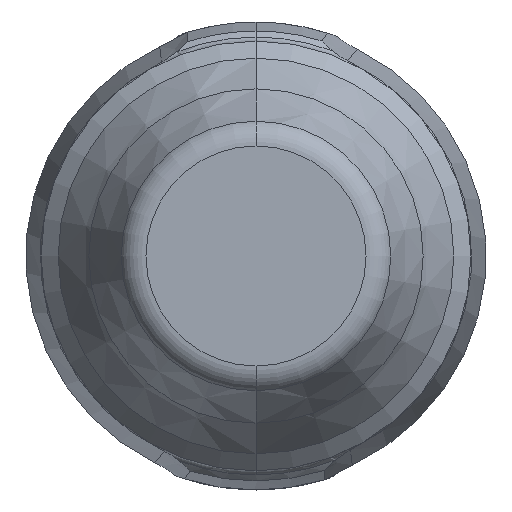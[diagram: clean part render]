
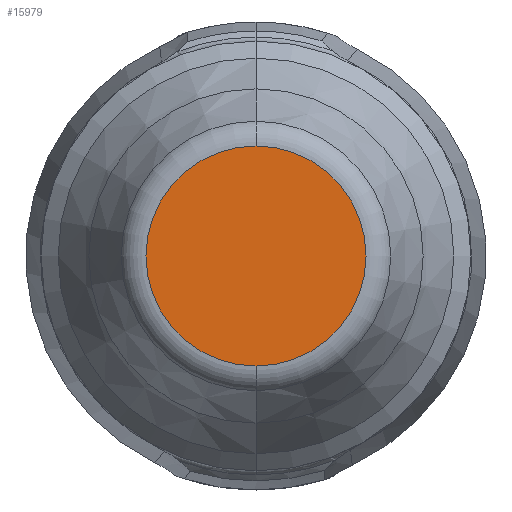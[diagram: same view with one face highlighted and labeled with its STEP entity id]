
A CAD part, front view. The second image highlights one B-rep face of the part: STEP entity #15979.
In plain terms, the highlighted planar face has unit normal (0, -1, 0).
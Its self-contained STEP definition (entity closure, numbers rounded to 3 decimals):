
#954 = DIRECTION ( 'NONE',  ( 0., 0., -1. ) ) ;
#1016 = AXIS2_PLACEMENT_3D ( 'NONE', #1510, #3935, #14273 ) ;
#1510 = CARTESIAN_POINT ( 'NONE',  ( 2.476, -16.3, 13.718 ) ) ;
#1847 = CARTESIAN_POINT ( 'NONE',  ( 2.476, -16.3, 16.942 ) ) ;
#2463 = EDGE_LOOP ( 'NONE', ( #12663, #8733 ) ) ;
#2748 = EDGE_CURVE ( 'NONE', #12410, #15958, #7611, .T. ) ;
#3463 = AXIS2_PLACEMENT_3D ( 'NONE', #7319, #8605, #954 ) ;
#3935 = DIRECTION ( 'NONE',  ( 0., -1., 0. ) ) ;
#4604 = CARTESIAN_POINT ( 'NONE',  ( 2.476, -16.3, 13.718 ) ) ;
#5731 = PLANE ( 'NONE',  #3463 ) ;
#5862 = DIRECTION ( 'NONE',  ( 0., -1., 0. ) ) ;
#7319 = CARTESIAN_POINT ( 'NONE',  ( -1.259, -16.3, 13.718 ) ) ;
#7611 = CIRCLE ( 'NONE', #1016, 3.225 ) ;
#7955 = EDGE_CURVE ( 'NONE', #15958, #12410, #11788, .T. ) ;
#8605 = DIRECTION ( 'NONE',  ( 0., -1., 0. ) ) ;
#8733 = ORIENTED_EDGE ( 'NONE', *, *, #7955, .T. ) ;
#9208 = AXIS2_PLACEMENT_3D ( 'NONE', #4604, #5862, #14861 ) ;
#11618 = CARTESIAN_POINT ( 'NONE',  ( 2.476, -16.3, 10.493 ) ) ;
#11788 = CIRCLE ( 'NONE', #9208, 3.225 ) ;
#12410 = VERTEX_POINT ( 'NONE', #11618 ) ;
#12663 = ORIENTED_EDGE ( 'NONE', *, *, #2748, .T. ) ;
#14273 = DIRECTION ( 'NONE',  ( 0., 0., -1. ) ) ;
#14365 = FACE_OUTER_BOUND ( 'NONE', #2463, .T. ) ;
#14861 = DIRECTION ( 'NONE',  ( 0., 0., -1. ) ) ;
#15958 = VERTEX_POINT ( 'NONE', #1847 ) ;
#15979 = ADVANCED_FACE ( 'NONE', ( #14365 ), #5731, .T. ) ;
